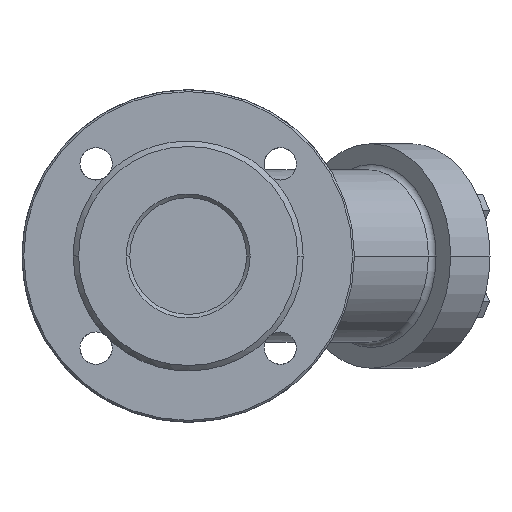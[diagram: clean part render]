
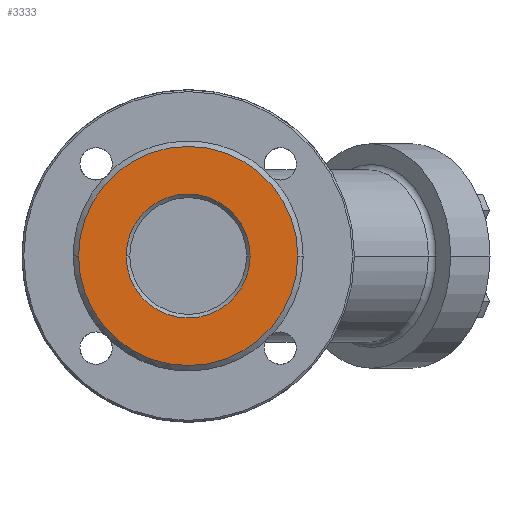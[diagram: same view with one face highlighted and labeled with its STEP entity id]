
A CAD part, left-side view. The second image highlights one B-rep face of the part: STEP entity #3333.
In plain terms, the highlighted planar face has unit normal (-1, 0, 0).
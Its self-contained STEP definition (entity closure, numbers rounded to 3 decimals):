
#3228=CARTESIAN_POINT('Axis2P3D Location',(-58.5,0.,0.)) ;
#3232=CARTESIAN_POINT('Vertex',(-58.5,-61.,0.)) ;
#3234=CARTESIAN_POINT('Vertex',(-58.5,61.,0.)) ;
#3260=CARTESIAN_POINT('Axis2P3D Location',(-58.5,0.,0.)) ;
#3306=CARTESIAN_POINT('Axis2P3D Location',(-58.5,0.,0.)) ;
#3315=CARTESIAN_POINT('Axis2P3D Location',(-58.5,0.,0.)) ;
#3319=CARTESIAN_POINT('Vertex',(-58.5,-34.5,0.)) ;
#3321=CARTESIAN_POINT('Vertex',(-58.5,34.5,0.)) ;
#3324=CARTESIAN_POINT('Axis2P3D Location',(-58.5,0.,0.)) ;
#3229=DIRECTION('Axis2P3D Direction',(1.,0.,0.)) ;
#3261=DIRECTION('Axis2P3D Direction',(1.,0.,0.)) ;
#3307=DIRECTION('Axis2P3D Direction',(1.,0.,-0.)) ;
#3308=DIRECTION('Axis2P3D XDirection',(0.,1.,0.)) ;
#3316=DIRECTION('Axis2P3D Direction',(1.,0.,-0.)) ;
#3325=DIRECTION('Axis2P3D Direction',(1.,0.,-0.)) ;
#3230=AXIS2_PLACEMENT_3D('Circle Axis2P3D',#3228,#3229,$) ;
#3262=AXIS2_PLACEMENT_3D('Circle Axis2P3D',#3260,#3261,$) ;
#3309=AXIS2_PLACEMENT_3D('Plane Axis2P3D',#3306,#3307,#3308) ;
#3317=AXIS2_PLACEMENT_3D('Circle Axis2P3D',#3315,#3316,$) ;
#3326=AXIS2_PLACEMENT_3D('Circle Axis2P3D',#3324,#3325,$) ;
#3231=CIRCLE('generated circle',#3230,61.) ;
#3263=CIRCLE('generated circle',#3262,61.) ;
#3318=CIRCLE('generated circle',#3317,34.5) ;
#3327=CIRCLE('generated circle',#3326,34.5) ;
#3310=PLANE('',#3309) ;
#3332=FACE_BOUND('',#3329,.T.) ;
#3236=EDGE_CURVE('',#3233,#3235,#3231,.F.) ;
#3264=EDGE_CURVE('',#3235,#3233,#3263,.F.) ;
#3323=EDGE_CURVE('',#3320,#3322,#3318,.T.) ;
#3328=EDGE_CURVE('',#3322,#3320,#3327,.T.) ;
#3312=ORIENTED_EDGE('',*,*,#3264,.T.) ;
#3313=ORIENTED_EDGE('',*,*,#3236,.T.) ;
#3330=ORIENTED_EDGE('',*,*,#3323,.T.) ;
#3331=ORIENTED_EDGE('',*,*,#3328,.T.) ;
#3311=EDGE_LOOP('',(#3312,#3313)) ;
#3329=EDGE_LOOP('',(#3330,#3331)) ;
#3233=VERTEX_POINT('',#3232) ;
#3235=VERTEX_POINT('',#3234) ;
#3320=VERTEX_POINT('',#3319) ;
#3322=VERTEX_POINT('',#3321) ;
#3333=ADVANCED_FACE('NONE',(#3314,#3332),#3310,.F.) ;
#3314=FACE_OUTER_BOUND('',#3311,.T.) ;
